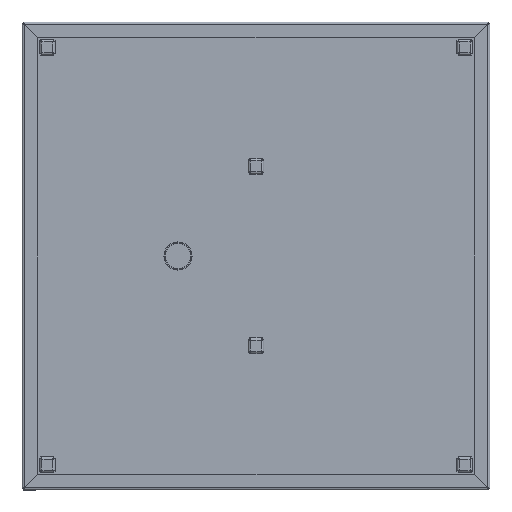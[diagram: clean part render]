
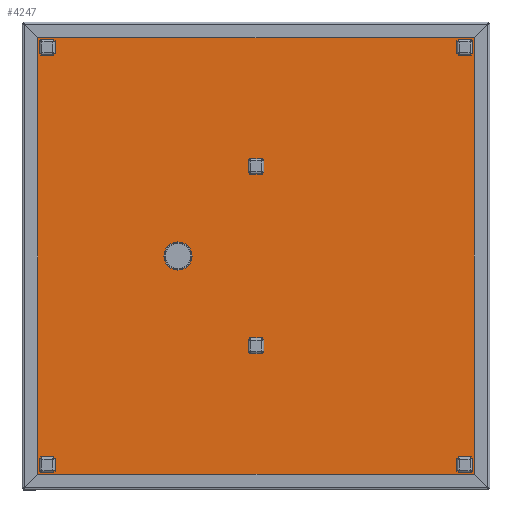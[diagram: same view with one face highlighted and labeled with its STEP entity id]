
A CAD part, front view. The second image highlights one B-rep face of the part: STEP entity #4247.
In plain terms, the highlighted planar face has unit normal (0, -1, 0).
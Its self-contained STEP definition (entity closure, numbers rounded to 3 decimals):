
#119 = VERTEX_POINT ( 'NONE', #1753 ) ;
#132 = DIRECTION ( 'NONE',  ( 0., 0., 1. ) ) ;
#142 = EDGE_CURVE ( 'NONE', #119, #1469, #5703, .T. ) ;
#176 = VECTOR ( 'NONE', #879, 1000. ) ;
#277 = DIRECTION ( 'NONE',  ( -1., 0., 0. ) ) ;
#312 = ORIENTED_EDGE ( 'NONE', *, *, #2365, .F. ) ;
#518 = CARTESIAN_POINT ( 'NONE',  ( -200., -3., 0. ) ) ;
#553 = VECTOR ( 'NONE', #3926, 1000. ) ;
#608 = CARTESIAN_POINT ( 'NONE',  ( 594., -3., -594. ) ) ;
#679 = DIRECTION ( 'NONE',  ( 0., 1., 0. ) ) ;
#692 = DIRECTION ( 'NONE',  ( 0., 1., 0. ) ) ;
#854 = LINE ( 'NONE', #1704, #176 ) ;
#860 = ORIENTED_EDGE ( 'NONE', *, *, #5730, .F. ) ;
#879 = DIRECTION ( 'NONE',  ( 0., 0., 1. ) ) ;
#986 = ORIENTED_EDGE ( 'NONE', *, *, #4575, .T. ) ;
#1079 = CARTESIAN_POINT ( 'NONE',  ( 0., -3., 0. ) ) ;
#1109 = AXIS2_PLACEMENT_3D ( 'NONE', #518, #2299, #132 ) ;
#1469 = VERTEX_POINT ( 'NONE', #1605 ) ;
#1531 = LINE ( 'NONE', #3883, #5614 ) ;
#1578 = VERTEX_POINT ( 'NONE', #5360 ) ;
#1605 = CARTESIAN_POINT ( 'NONE',  ( -200., -3., -36. ) ) ;
#1704 = CARTESIAN_POINT ( 'NONE',  ( -594., -3., -594. ) ) ;
#1753 = CARTESIAN_POINT ( 'NONE',  ( -200., -3., 36. ) ) ;
#1981 = FACE_OUTER_BOUND ( 'NONE', #3038, .T. ) ;
#2091 = LINE ( 'NONE', #608, #2783 ) ;
#2127 = AXIS2_PLACEMENT_3D ( 'NONE', #1079, #692, #3851 ) ;
#2132 = CARTESIAN_POINT ( 'NONE',  ( 594., -3., -594. ) ) ;
#2299 = DIRECTION ( 'NONE',  ( 0., 1., 0. ) ) ;
#2365 = EDGE_CURVE ( 'NONE', #4472, #1578, #1531, .T. ) ;
#2430 = VERTEX_POINT ( 'NONE', #4341 ) ;
#2475 = ORIENTED_EDGE ( 'NONE', *, *, #142, .T. ) ;
#2497 = CARTESIAN_POINT ( 'NONE',  ( -200., -3., 0. ) ) ;
#2777 = VERTEX_POINT ( 'NONE', #4391 ) ;
#2783 = VECTOR ( 'NONE', #5200, 1000. ) ;
#2902 = CARTESIAN_POINT ( 'NONE',  ( -594., -3., 594. ) ) ;
#2981 = CIRCLE ( 'NONE', #1109, 36. ) ;
#3038 = EDGE_LOOP ( 'NONE', ( #5809, #3428, #860, #312 ) ) ;
#3095 = EDGE_CURVE ( 'NONE', #2777, #4472, #2091, .T. ) ;
#3336 = EDGE_LOOP ( 'NONE', ( #2475, #986 ) ) ;
#3428 = ORIENTED_EDGE ( 'NONE', *, *, #5332, .F. ) ;
#3851 = DIRECTION ( 'NONE',  ( 0., 0., 1. ) ) ;
#3883 = CARTESIAN_POINT ( 'NONE',  ( -594., -3., -594. ) ) ;
#3886 = DIRECTION ( 'NONE',  ( 0., 0., 1. ) ) ;
#3926 = DIRECTION ( 'NONE',  ( 1., 0., 0. ) ) ;
#4247 = ADVANCED_FACE ( 'NONE', ( #4684, #1981 ), #4300, .F. ) ;
#4300 = PLANE ( 'NONE',  #2127 ) ;
#4341 = CARTESIAN_POINT ( 'NONE',  ( -594., -3., 594. ) ) ;
#4391 = CARTESIAN_POINT ( 'NONE',  ( 594., -3., 594. ) ) ;
#4472 = VERTEX_POINT ( 'NONE', #2132 ) ;
#4575 = EDGE_CURVE ( 'NONE', #1469, #119, #2981, .T. ) ;
#4684 = FACE_BOUND ( 'NONE', #3336, .T. ) ;
#5200 = DIRECTION ( 'NONE',  ( 0., 0., -1. ) ) ;
#5332 = EDGE_CURVE ( 'NONE', #2430, #2777, #5734, .T. ) ;
#5360 = CARTESIAN_POINT ( 'NONE',  ( -594., -3., -594. ) ) ;
#5614 = VECTOR ( 'NONE', #277, 1000. ) ;
#5703 = CIRCLE ( 'NONE', #5797, 36. ) ;
#5730 = EDGE_CURVE ( 'NONE', #1578, #2430, #854, .T. ) ;
#5734 = LINE ( 'NONE', #2902, #553 ) ;
#5797 = AXIS2_PLACEMENT_3D ( 'NONE', #2497, #679, #3886 ) ;
#5809 = ORIENTED_EDGE ( 'NONE', *, *, #3095, .F. ) ;
